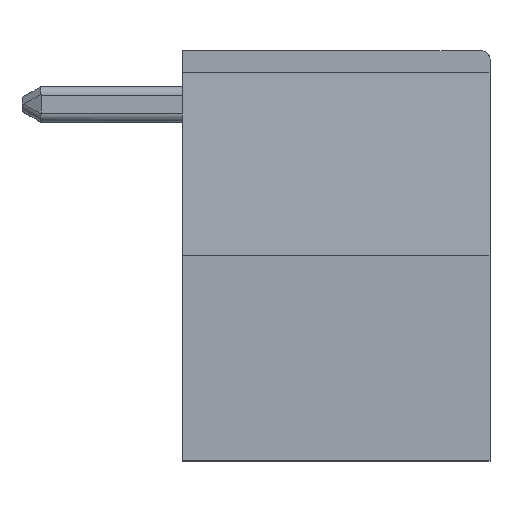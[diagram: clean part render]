
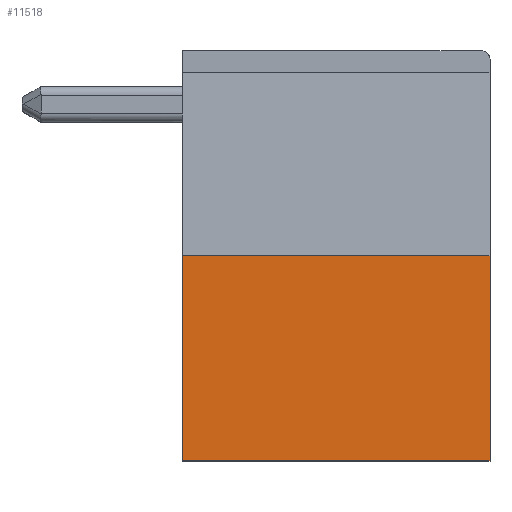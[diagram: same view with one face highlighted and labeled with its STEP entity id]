
A CAD part, top view. The second image highlights one B-rep face of the part: STEP entity #11518.
In plain terms, the highlighted planar face has unit normal (0, 0, 1).
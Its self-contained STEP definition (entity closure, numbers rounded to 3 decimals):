
#1690 = DIRECTION ( 'NONE',  ( -1., 0., 0. ) ) ;
#1691 = VECTOR ( 'NONE', #1690, 1000. ) ;
#1692 = CARTESIAN_POINT ( 'NONE',  ( 3.4, -9.2, 0. ) ) ;
#1693 = LINE ( 'NONE', #1692, #1691 ) ;
#1699 = CARTESIAN_POINT ( 'NONE',  ( 6.9, -9.2, 0. ) ) ;
#7060 = DIRECTION ( 'NONE',  ( 0., -1., 0. ) ) ;
#7061 = VECTOR ( 'NONE', #7060, 1000. ) ;
#7062 = CARTESIAN_POINT ( 'NONE',  ( 6.9, 0., 0. ) ) ;
#7063 = LINE ( 'NONE', #7062, #7061 ) ;
#7065 = CARTESIAN_POINT ( 'NONE',  ( 6.9, -4.6, 0. ) ) ;
#10667 = CARTESIAN_POINT ( 'NONE',  ( 0., -4.6, 0. ) ) ;
#10733 = CARTESIAN_POINT ( 'NONE',  ( 0., -9.2, 0. ) ) ;
#10754 = DIRECTION ( 'NONE',  ( 0., -1., 0. ) ) ;
#10755 = VECTOR ( 'NONE', #10754, 1000. ) ;
#10756 = CARTESIAN_POINT ( 'NONE',  ( 0., -4.6, 0. ) ) ;
#10757 = LINE ( 'NONE', #10756, #10755 ) ;
#11509 = EDGE_CURVE ( 'NONE', #15388, #19138, #18710, .T. ) ;
#11518 = ADVANCED_FACE ( 'NONE', ( #18702 ), #18472, .T. ) ;
#11519 = EDGE_LOOP ( 'NONE', ( #11520, #11522, #11525, #11565 ) ) ;
#11520 = ORIENTED_EDGE ( 'NONE', *, *, #19193, .T. ) ;
#11522 = ORIENTED_EDGE ( 'NONE', *, *, #12359, .F. ) ;
#11525 = ORIENTED_EDGE ( 'NONE', *, *, #15392, .F. ) ;
#11565 = ORIENTED_EDGE ( 'NONE', *, *, #11509, .T. ) ;
#12354 = VERTEX_POINT ( 'NONE', #1699 ) ;
#12359 = EDGE_CURVE ( 'NONE', #12354, #19167, #1693, .T. ) ;
#15388 = VERTEX_POINT ( 'NONE', #7065 ) ;
#15392 = EDGE_CURVE ( 'NONE', #15388, #12354, #7063, .T. ) ;
#18226 = DIRECTION ( 'NONE',  ( 0., 0., 1. ) ) ;
#18472 = PLANE ( 'NONE',  #18700 ) ;
#18700 = AXIS2_PLACEMENT_3D ( 'NONE', #18701, #18226, #18798 ) ;
#18701 = CARTESIAN_POINT ( 'NONE',  ( 6.9, -4.6, 0. ) ) ;
#18702 = FACE_OUTER_BOUND ( 'NONE', #11519, .T. ) ;
#18703 = DIRECTION ( 'NONE',  ( -1., 0., 0. ) ) ;
#18704 = VECTOR ( 'NONE', #18703, 1000. ) ;
#18705 = CARTESIAN_POINT ( 'NONE',  ( 6.9, -4.6, 0. ) ) ;
#18710 = LINE ( 'NONE', #18705, #18704 ) ;
#18798 = DIRECTION ( 'NONE',  ( 1., 0., 0. ) ) ;
#19138 = VERTEX_POINT ( 'NONE', #10667 ) ;
#19167 = VERTEX_POINT ( 'NONE', #10733 ) ;
#19193 = EDGE_CURVE ( 'NONE', #19138, #19167, #10757, .T. ) ;
